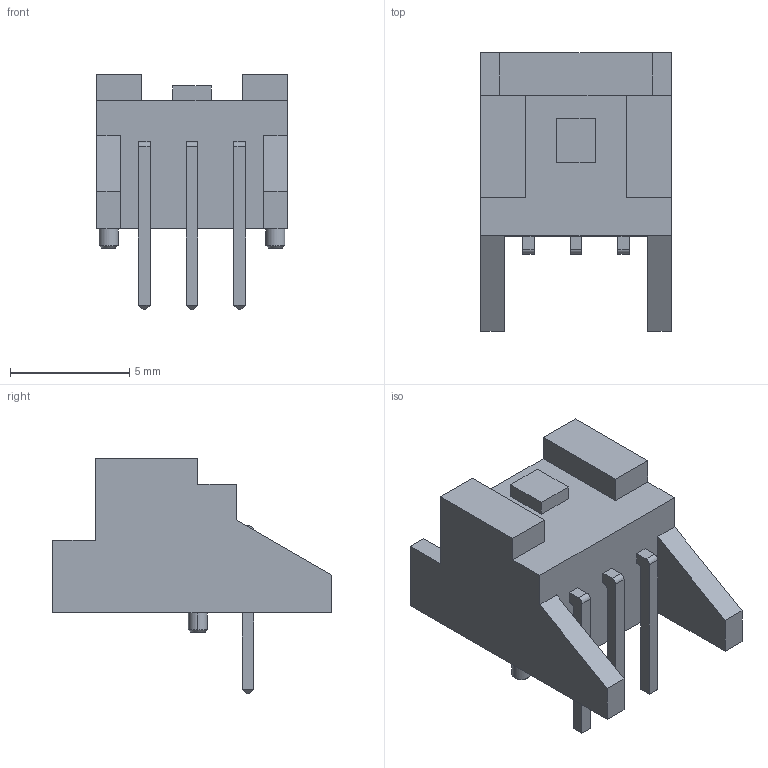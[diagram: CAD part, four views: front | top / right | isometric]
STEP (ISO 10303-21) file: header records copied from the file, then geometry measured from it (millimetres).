
FILE_DESCRIPTION (( 'STEP AP214' ), '1' );
FILE_NAME ('S03B-PASK-2(LF)(SN).STEP', '2023-08-17T07:42:51', ( 'USER' ), ( '' ), 'SwSTEP 2.0', 'SolidWorks 2016', '' );
FILE_SCHEMA (( 'AUTOMOTIVE_DESIGN' ));
Length unit declared in the file: millimetre
Products named in the file (6): JST Logo adjustable; 1; S03B-PASK-2; 2; S03B-PASK-2(LF)(SN)
Assembly tree (5 placements, depth 3):
  S03B-PASK-2(LF)(SN)
    1
      1
      2
      S03B-PASK-2
    JST Logo adjustable
Bounding box: 8 x 11.7 x 9.9 mm (x, y, z)
Volume: 267.7 mm3; surface area: 519.8 mm2
Topology: 9 solids, 9 shells, 140 faces, 331 edges, 212 vertices
Faces by surface type: plane 119, cylinder 17, cone 4
Entity records: 5760 total; most frequent: CARTESIAN_POINT 692, DIRECTION 669, ORIENTED_EDGE 662, EDGE_CURVE 331, LINE 291, VECTOR 291, VERTEX_POINT 212, AXIS2_PLACEMENT_3D 189
